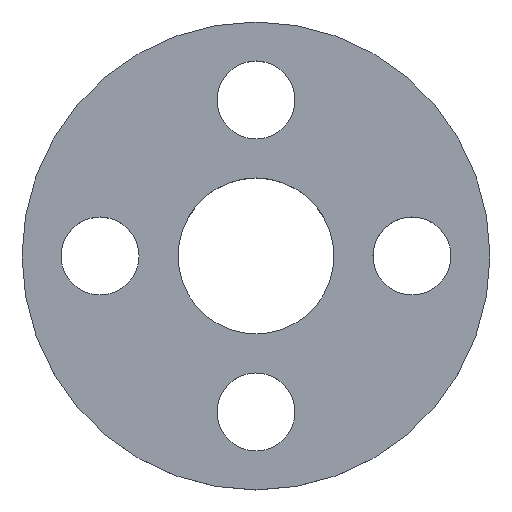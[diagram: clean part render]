
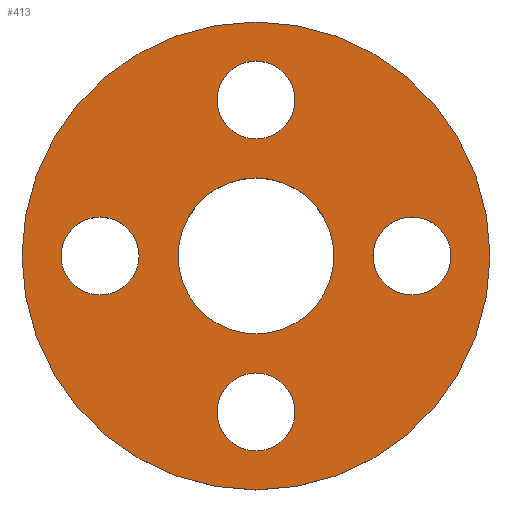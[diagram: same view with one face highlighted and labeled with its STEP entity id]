
A CAD part, top view. The second image highlights one B-rep face of the part: STEP entity #413.
In plain terms, the highlighted planar face has unit normal (0, 0, 1).
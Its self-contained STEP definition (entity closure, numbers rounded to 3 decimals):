
#216 = EDGE_CURVE('',#217,#217,#219,.T.);
#217 = VERTEX_POINT('',#218);
#218 = CARTESIAN_POINT('',(18.,0.,6.));
#219 = CIRCLE('',#220,18.);
#220 = AXIS2_PLACEMENT_3D('',#221,#222,#223);
#221 = CARTESIAN_POINT('',(0.,0.,6.));
#222 = DIRECTION('',(0.,0.,1.));
#223 = DIRECTION('',(1.,0.,0.));
#288 = VERTEX_POINT('',#289);
#289 = CARTESIAN_POINT('',(3.,-12.,6.));
#295 = EDGE_CURVE('',#288,#288,#296,.T.);
#296 = CIRCLE('',#297,3.);
#297 = AXIS2_PLACEMENT_3D('',#298,#299,#300);
#298 = CARTESIAN_POINT('',(0.,-12.,6.));
#299 = DIRECTION('',(0.,0.,1.));
#300 = DIRECTION('',(1.,0.,0.));
#314 = VERTEX_POINT('',#315);
#315 = CARTESIAN_POINT('',(-9.,0.,6.));
#321 = EDGE_CURVE('',#314,#314,#322,.T.);
#322 = CIRCLE('',#323,3.);
#323 = AXIS2_PLACEMENT_3D('',#324,#325,#326);
#324 = CARTESIAN_POINT('',(-12.,0.,6.));
#325 = DIRECTION('',(0.,0.,1.));
#326 = DIRECTION('',(1.,0.,0.));
#339 = EDGE_CURVE('',#340,#340,#342,.T.);
#340 = VERTEX_POINT('',#341);
#341 = CARTESIAN_POINT('',(6.,0.,6.));
#342 = CIRCLE('',#343,6.);
#343 = AXIS2_PLACEMENT_3D('',#344,#345,#346);
#344 = CARTESIAN_POINT('',(0.,0.,6.));
#345 = DIRECTION('',(0.,0.,1.));
#346 = DIRECTION('',(1.,0.,0.));
#364 = EDGE_CURVE('',#365,#365,#367,.T.);
#365 = VERTEX_POINT('',#366);
#366 = CARTESIAN_POINT('',(15.,0.,6.));
#367 = CIRCLE('',#368,3.);
#368 = AXIS2_PLACEMENT_3D('',#369,#370,#371);
#369 = CARTESIAN_POINT('',(12.,0.,6.));
#370 = DIRECTION('',(0.,0.,1.));
#371 = DIRECTION('',(1.,0.,0.));
#392 = VERTEX_POINT('',#393);
#393 = CARTESIAN_POINT('',(3.,12.,6.));
#399 = EDGE_CURVE('',#392,#392,#400,.T.);
#400 = CIRCLE('',#401,3.);
#401 = AXIS2_PLACEMENT_3D('',#402,#403,#404);
#402 = CARTESIAN_POINT('',(0.,12.,6.));
#403 = DIRECTION('',(0.,0.,1.));
#404 = DIRECTION('',(1.,0.,0.));
#413 = ADVANCED_FACE('',(#414,#417,#420,#423,#426,#429),#432,.T.);
#414 = FACE_BOUND('',#415,.T.);
#415 = EDGE_LOOP('',(#416));
#416 = ORIENTED_EDGE('',*,*,#216,.T.);
#417 = FACE_BOUND('',#418,.T.);
#418 = EDGE_LOOP('',(#419));
#419 = ORIENTED_EDGE('',*,*,#295,.F.);
#420 = FACE_BOUND('',#421,.T.);
#421 = EDGE_LOOP('',(#422));
#422 = ORIENTED_EDGE('',*,*,#321,.F.);
#423 = FACE_BOUND('',#424,.T.);
#424 = EDGE_LOOP('',(#425));
#425 = ORIENTED_EDGE('',*,*,#339,.F.);
#426 = FACE_BOUND('',#427,.T.);
#427 = EDGE_LOOP('',(#428));
#428 = ORIENTED_EDGE('',*,*,#364,.F.);
#429 = FACE_BOUND('',#430,.T.);
#430 = EDGE_LOOP('',(#431));
#431 = ORIENTED_EDGE('',*,*,#399,.F.);
#432 = PLANE('',#433);
#433 = AXIS2_PLACEMENT_3D('',#434,#435,#436);
#434 = CARTESIAN_POINT('',(0.,0.,6.));
#435 = DIRECTION('',(0.,0.,1.));
#436 = DIRECTION('',(1.,0.,0.));
